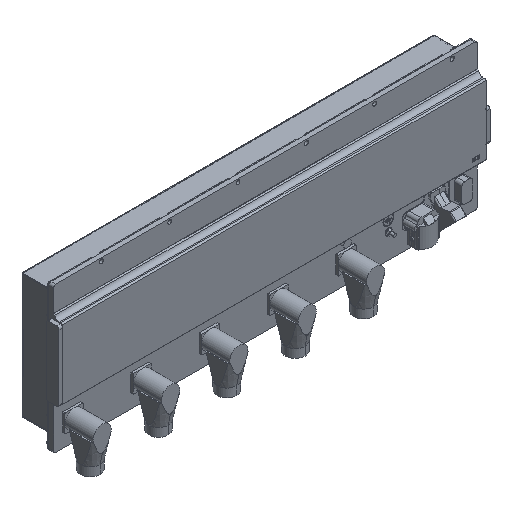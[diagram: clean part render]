
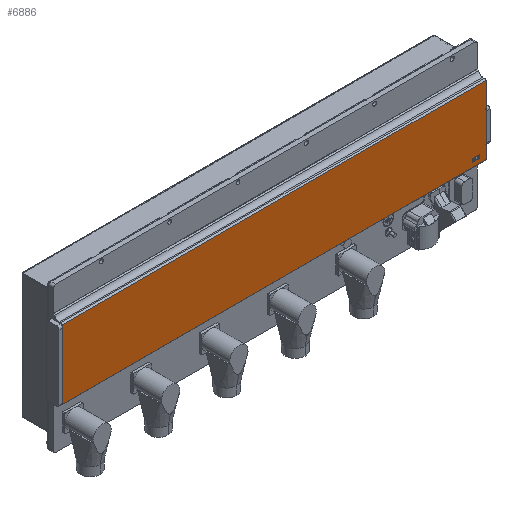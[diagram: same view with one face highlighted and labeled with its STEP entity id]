
A CAD part, isometric view. The second image highlights one B-rep face of the part: STEP entity #6886.
In plain terms, the highlighted face is planar.
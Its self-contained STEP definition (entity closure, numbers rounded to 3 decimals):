
#92 = CARTESIAN_POINT ( 'NONE',  ( 930., 67.821, -1.1 ) ) ;
#115 = VERTEX_POINT ( 'NONE', #92 ) ;
#265 = LINE ( 'NONE', #702, #27154 ) ;
#702 = CARTESIAN_POINT ( 'NONE',  ( 930., 218., -1.1 ) ) ;
#1418 = LINE ( 'NONE', #24597, #5969 ) ;
#1424 = CARTESIAN_POINT ( 'NONE',  ( 0., 216.129, -1.1 ) ) ;
#1730 = DIRECTION ( 'NONE',  ( 0., 0., 1. ) ) ;
#2376 = VERTEX_POINT ( 'NONE', #26595 ) ;
#2851 = CARTESIAN_POINT ( 'NONE',  ( 930., 218., -1.1 ) ) ;
#3474 = CARTESIAN_POINT ( 'NONE',  ( 930., 216.129, -1.1 ) ) ;
#4848 = EDGE_CURVE ( 'NONE', #6893, #2376, #22117, .T. ) ;
#5098 = DIRECTION ( 'NONE',  ( 1., 0., 0. ) ) ;
#5969 = VECTOR ( 'NONE', #13146, 1000. ) ;
#6500 = VECTOR ( 'NONE', #7596, 1000. ) ;
#6886 = ADVANCED_FACE ( 'NONE', ( #17649 ), #15375, .T. ) ;
#6893 = VERTEX_POINT ( 'NONE', #11500 ) ;
#7265 = EDGE_CURVE ( 'NONE', #24104, #2376, #18642, .T. ) ;
#7596 = DIRECTION ( 'NONE',  ( 0., -1., 0. ) ) ;
#7834 = VERTEX_POINT ( 'NONE', #1424 ) ;
#9130 = VECTOR ( 'NONE', #15917, 1000. ) ;
#9458 = CARTESIAN_POINT ( 'NONE',  ( 1100., 64.871, -1.1 ) ) ;
#9503 = EDGE_CURVE ( 'NONE', #24104, #115, #265, .T. ) ;
#9865 = DIRECTION ( 'NONE',  ( 0., 1., 0. ) ) ;
#9999 = CARTESIAN_POINT ( 'NONE',  ( 0., 118.5, -1.1 ) ) ;
#10205 = AXIS2_PLACEMENT_3D ( 'NONE', #24598, #1730, #11937 ) ;
#10236 = CARTESIAN_POINT ( 'NONE',  ( 0., 218., -1.1 ) ) ;
#10316 = VECTOR ( 'NONE', #18821, 1000. ) ;
#10501 = VERTEX_POINT ( 'NONE', #13750 ) ;
#11059 = EDGE_CURVE ( 'NONE', #115, #10501, #11723, .T. ) ;
#11489 = CARTESIAN_POINT ( 'NONE',  ( 0., 186.679, -1.1 ) ) ;
#11500 = CARTESIAN_POINT ( 'NONE',  ( 0., 121.321, -1.1 ) ) ;
#11723 = LINE ( 'NONE', #2851, #9130 ) ;
#11937 = DIRECTION ( 'NONE',  ( 0., 1., 0. ) ) ;
#13043 = VECTOR ( 'NONE', #19397, 1000. ) ;
#13146 = DIRECTION ( 'NONE',  ( 0., 1., 0. ) ) ;
#13750 = CARTESIAN_POINT ( 'NONE',  ( 930., 215.179, -1.1 ) ) ;
#14787 = VERTEX_POINT ( 'NONE', #11489 ) ;
#15014 = ORIENTED_EDGE ( 'NONE', *, *, #16539, .T. ) ;
#15375 = PLANE ( 'NONE',  #10205 ) ;
#15917 = DIRECTION ( 'NONE',  ( 0., 1., 0. ) ) ;
#16539 = EDGE_CURVE ( 'NONE', #10501, #23190, #1418, .T. ) ;
#17649 = FACE_OUTER_BOUND ( 'NONE', #23191, .T. ) ;
#17837 = CARTESIAN_POINT ( 'NONE',  ( 930., 64.871, -1.1 ) ) ;
#18021 = ORIENTED_EDGE ( 'NONE', *, *, #11059, .T. ) ;
#18642 = LINE ( 'NONE', #9458, #19375 ) ;
#18716 = EDGE_CURVE ( 'NONE', #14787, #6893, #21460, .T. ) ;
#18821 = DIRECTION ( 'NONE',  ( 0., -1., 0. ) ) ;
#19375 = VECTOR ( 'NONE', #27838, 1000. ) ;
#19397 = DIRECTION ( 'NONE',  ( 0., -1., 0. ) ) ;
#20299 = ORIENTED_EDGE ( 'NONE', *, *, #7265, .F. ) ;
#21279 = EDGE_CURVE ( 'NONE', #7834, #23190, #23478, .T. ) ;
#21460 = LINE ( 'NONE', #9999, #6500 ) ;
#21913 = ORIENTED_EDGE ( 'NONE', *, *, #18716, .T. ) ;
#22117 = LINE ( 'NONE', #10236, #13043 ) ;
#23061 = LINE ( 'NONE', #23208, #10316 ) ;
#23190 = VERTEX_POINT ( 'NONE', #3474 ) ;
#23191 = EDGE_LOOP ( 'NONE', ( #27111, #18021, #15014, #27600, #23857, #21913, #25398, #20299 ) ) ;
#23208 = CARTESIAN_POINT ( 'NONE',  ( 0., 218., -1.1 ) ) ;
#23478 = LINE ( 'NONE', #25718, #26395 ) ;
#23857 = ORIENTED_EDGE ( 'NONE', *, *, #26461, .T. ) ;
#24104 = VERTEX_POINT ( 'NONE', #17837 ) ;
#24597 = CARTESIAN_POINT ( 'NONE',  ( 930., 218., -1.1 ) ) ;
#24598 = CARTESIAN_POINT ( 'NONE',  ( 0., 0., -1.1 ) ) ;
#25398 = ORIENTED_EDGE ( 'NONE', *, *, #4848, .T. ) ;
#25718 = CARTESIAN_POINT ( 'NONE',  ( 1100., 216.129, -1.1 ) ) ;
#26395 = VECTOR ( 'NONE', #5098, 1000. ) ;
#26461 = EDGE_CURVE ( 'NONE', #7834, #14787, #23061, .T. ) ;
#26595 = CARTESIAN_POINT ( 'NONE',  ( 0., 64.871, -1.1 ) ) ;
#27111 = ORIENTED_EDGE ( 'NONE', *, *, #9503, .T. ) ;
#27154 = VECTOR ( 'NONE', #9865, 1000. ) ;
#27600 = ORIENTED_EDGE ( 'NONE', *, *, #21279, .F. ) ;
#27838 = DIRECTION ( 'NONE',  ( -1., 0., 0. ) ) ;
